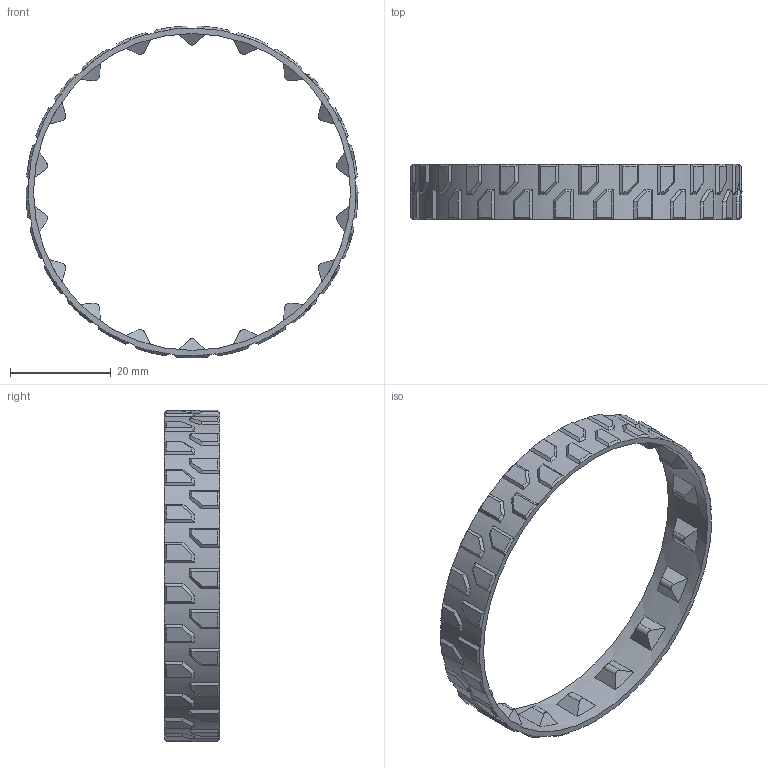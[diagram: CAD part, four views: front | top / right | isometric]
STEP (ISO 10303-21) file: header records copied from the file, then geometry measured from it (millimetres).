
FILE_DESCRIPTION(/* description */ (''),/* implementation_level */ '2;1');
FILE_NAME(/* name */ 'V_Chain v3.step',/* time_stamp */ '2025-06-23T22:11:32+02:00',/* author */ (''),/* organization */ (''),/* preprocessor_version */ 'ST-DEVELOPER v20.1',/* originating_system */ 'Autodesk Translation Framework v14.10.0.0',/* authorisation */ '');
FILE_SCHEMA (('AUTOMOTIVE_DESIGN { 1 0 10303 214 3 1 1 }'));
Length unit declared in the file: millimetre
Products named in the file (1): V_Chain
Bounding box: 66 x 11 x 65.98 mm (x, y, z)
Volume: 3259.5 mm3; surface area: 5302.4 mm2
Topology: 1 solids, 1 shells, 394 faces, 1158 edges, 784 vertices
Faces by surface type: plane 138, cone 136, cylinder 70, bspline 50
Full cylindrical faces by diameter (mm): 63 x1, 65 x1
Entity records: 14485 total; most frequent: CARTESIAN_POINT 4935, ORIENTED_EDGE 2316, DIRECTION 1644, EDGE_CURVE 1158, VERTEX_POINT 784, AXIS2_PLACEMENT_3D 635, EDGE_LOOP 414, FACE_OUTER_BOUND 394
